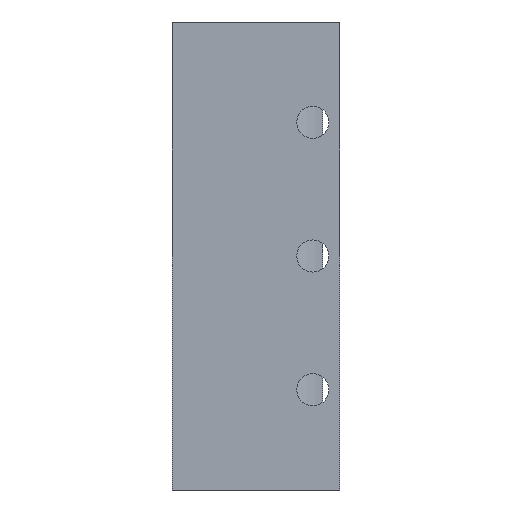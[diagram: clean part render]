
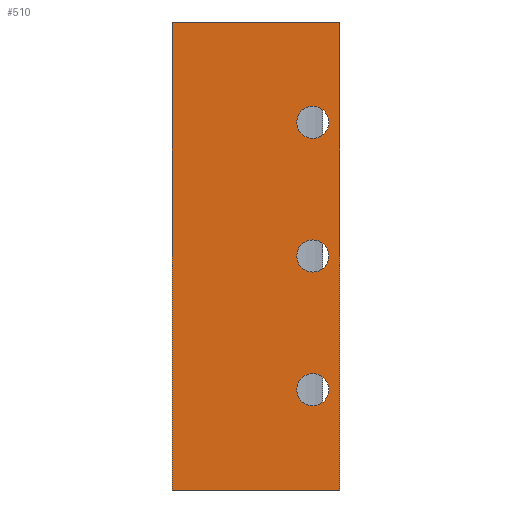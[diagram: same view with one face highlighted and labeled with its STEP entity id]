
A CAD part, left-side view. The second image highlights one B-rep face of the part: STEP entity #510.
In plain terms, the highlighted planar face has unit normal (-1, 0, 0).
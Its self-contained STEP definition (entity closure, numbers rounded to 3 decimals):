
#161 = VERTEX_POINT('',#162);
#162 = CARTESIAN_POINT('',(-45.,0.,0.));
#168 = EDGE_CURVE('',#161,#169,#171,.T.);
#169 = VERTEX_POINT('',#170);
#170 = CARTESIAN_POINT('',(-45.,25.,0.));
#171 = LINE('',#172,#173);
#172 = CARTESIAN_POINT('',(-45.,0.,0.));
#173 = VECTOR('',#174,1.);
#174 = DIRECTION('',(0.,1.,0.));
#276 = VERTEX_POINT('',#277);
#277 = CARTESIAN_POINT('',(-45.,0.,70.));
#283 = EDGE_CURVE('',#276,#284,#286,.T.);
#284 = VERTEX_POINT('',#285);
#285 = CARTESIAN_POINT('',(-45.,25.,70.));
#286 = LINE('',#287,#288);
#287 = CARTESIAN_POINT('',(-45.,0.,70.));
#288 = VECTOR('',#289,1.);
#289 = DIRECTION('',(0.,1.,0.));
#424 = EDGE_CURVE('',#161,#276,#425,.T.);
#425 = LINE('',#426,#427);
#426 = CARTESIAN_POINT('',(-45.,0.,0.));
#427 = VECTOR('',#428,1.);
#428 = DIRECTION('',(0.,0.,1.));
#439 = EDGE_CURVE('',#440,#440,#442,.T.);
#440 = VERTEX_POINT('',#441);
#441 = CARTESIAN_POINT('',(-45.,1.6,55.));
#442 = CIRCLE('',#443,2.4);
#443 = AXIS2_PLACEMENT_3D('',#444,#445,#446);
#444 = CARTESIAN_POINT('',(-45.,4.,55.));
#445 = DIRECTION('',(-1.,0.,0.));
#446 = DIRECTION('',(0.,-1.,0.));
#465 = VERTEX_POINT('',#466);
#466 = CARTESIAN_POINT('',(-45.,1.6,35.));
#472 = EDGE_CURVE('',#465,#465,#473,.T.);
#473 = CIRCLE('',#474,2.4);
#474 = AXIS2_PLACEMENT_3D('',#475,#476,#477);
#475 = CARTESIAN_POINT('',(-45.,4.,35.));
#476 = DIRECTION('',(-1.,0.,0.));
#477 = DIRECTION('',(0.,-1.,0.));
#489 = EDGE_CURVE('',#490,#490,#492,.T.);
#490 = VERTEX_POINT('',#491);
#491 = CARTESIAN_POINT('',(-45.,1.6,15.));
#492 = CIRCLE('',#493,2.4);
#493 = AXIS2_PLACEMENT_3D('',#494,#495,#496);
#494 = CARTESIAN_POINT('',(-45.,4.,15.));
#495 = DIRECTION('',(-1.,0.,0.));
#496 = DIRECTION('',(0.,-1.,0.));
#510 = ADVANCED_FACE('',(#511,#522,#525,#528),#531,.T.);
#511 = FACE_BOUND('',#512,.T.);
#512 = EDGE_LOOP('',(#513,#514,#515,#521));
#513 = ORIENTED_EDGE('',*,*,#424,.T.);
#514 = ORIENTED_EDGE('',*,*,#283,.T.);
#515 = ORIENTED_EDGE('',*,*,#516,.F.);
#516 = EDGE_CURVE('',#169,#284,#517,.T.);
#517 = LINE('',#518,#519);
#518 = CARTESIAN_POINT('',(-45.,25.,0.));
#519 = VECTOR('',#520,1.);
#520 = DIRECTION('',(0.,0.,1.));
#521 = ORIENTED_EDGE('',*,*,#168,.F.);
#522 = FACE_BOUND('',#523,.T.);
#523 = EDGE_LOOP('',(#524));
#524 = ORIENTED_EDGE('',*,*,#439,.F.);
#525 = FACE_BOUND('',#526,.T.);
#526 = EDGE_LOOP('',(#527));
#527 = ORIENTED_EDGE('',*,*,#472,.F.);
#528 = FACE_BOUND('',#529,.T.);
#529 = EDGE_LOOP('',(#530));
#530 = ORIENTED_EDGE('',*,*,#489,.F.);
#531 = PLANE('',#532);
#532 = AXIS2_PLACEMENT_3D('',#533,#534,#535);
#533 = CARTESIAN_POINT('',(-45.,0.,0.));
#534 = DIRECTION('',(-1.,0.,0.));
#535 = DIRECTION('',(0.,1.,0.));
